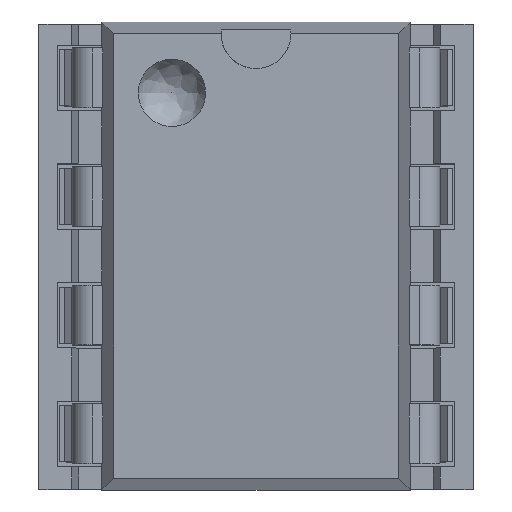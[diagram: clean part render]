
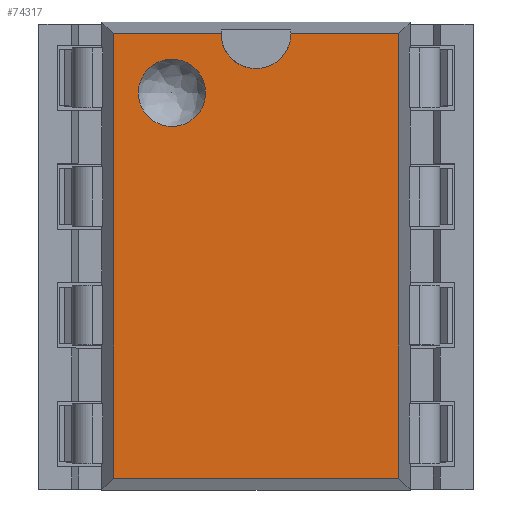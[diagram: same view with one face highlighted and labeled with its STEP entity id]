
A CAD part, top view. The second image highlights one B-rep face of the part: STEP entity #74317.
In plain terms, the highlighted free-form (B-spline) face has degree [1, 1] with [2, 2] control points.
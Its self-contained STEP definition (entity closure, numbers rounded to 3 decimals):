
#74285 = EDGE_CURVE('',#74286,#74288,#74290,.T.);
#74286 = VERTEX_POINT('',#74287);
#74287 = CARTESIAN_POINT('',(6.391,-7.988,
    6.959));
#74288 = VERTEX_POINT('',#74289);
#74289 = CARTESIAN_POINT('',(0.708,-7.988,6.959)
  );
#74290 = B_SPLINE_CURVE_WITH_KNOTS('',1,(#74291,#74292),.UNSPECIFIED.,
  .F.,.F.,(2,2),(0.,6.1),.PIECEWISE_BEZIER_KNOTS.);
#74291 = CARTESIAN_POINT('',(6.391,-7.988,
    6.959));
#74292 = CARTESIAN_POINT('',(0.708,-7.988,6.959)
  );
#74317 = ADVANCED_FACE('',(#74318,#74357),#74371,.T.);
#74318 = FACE_BOUND('',#74319,.T.);
#74319 = EDGE_LOOP('',(#74320,#74321,#74328,#74335,#74345,#74352));
#74320 = ORIENTED_EDGE('',*,*,#74285,.F.);
#74321 = ORIENTED_EDGE('',*,*,#74322,.F.);
#74322 = EDGE_CURVE('',#74323,#74286,#74325,.T.);
#74323 = VERTEX_POINT('',#74324);
#74324 = CARTESIAN_POINT('',(6.391,0.881,6.959
    ));
#74325 = B_SPLINE_CURVE_WITH_KNOTS('',1,(#74326,#74327),.UNSPECIFIED.,
  .F.,.F.,(2,2),(0.,9.52),.PIECEWISE_BEZIER_KNOTS.);
#74326 = CARTESIAN_POINT('',(6.391,0.881,6.959
    ));
#74327 = CARTESIAN_POINT('',(6.391,-7.988,
    6.959));
#74328 = ORIENTED_EDGE('',*,*,#74329,.F.);
#74329 = EDGE_CURVE('',#74330,#74323,#74332,.T.);
#74330 = VERTEX_POINT('',#74331);
#74331 = CARTESIAN_POINT('',(4.248,0.881,6.959
    ));
#74332 = B_SPLINE_CURVE_WITH_KNOTS('',1,(#74333,#74334),.UNSPECIFIED.,
  .F.,.F.,(2,2),(3.8,6.1),.PIECEWISE_BEZIER_KNOTS.);
#74333 = CARTESIAN_POINT('',(4.248,0.881,6.959
    ));
#74334 = CARTESIAN_POINT('',(6.391,0.881,6.959
    ));
#74335 = ORIENTED_EDGE('',*,*,#74336,.F.);
#74336 = EDGE_CURVE('',#74337,#74330,#74339,.T.);
#74337 = VERTEX_POINT('',#74338);
#74338 = CARTESIAN_POINT('',(2.851,0.881,6.959
    ));
#74339 = ( BOUNDED_CURVE() B_SPLINE_CURVE(2,(#74340,#74341,#74342,#74343
,#74344),.UNSPECIFIED.,.F.,.F.) B_SPLINE_CURVE_WITH_KNOTS((3,2,3),(
    1.571,3.142,4.712),
.PIECEWISE_BEZIER_KNOTS.) CURVE() GEOMETRIC_REPRESENTATION_ITEM() 
RATIONAL_B_SPLINE_CURVE((1.,0.707,1.,0.707,1.)) 
REPRESENTATION_ITEM('') );
#74340 = CARTESIAN_POINT('',(2.851,0.881,6.959
    ));
#74341 = CARTESIAN_POINT('',(2.851,0.182,6.959
    ));
#74342 = CARTESIAN_POINT('',(3.55,0.182,6.959
    ));
#74343 = CARTESIAN_POINT('',(4.248,0.182,6.959
    ));
#74344 = CARTESIAN_POINT('',(4.248,0.881,6.959
    ));
#74345 = ORIENTED_EDGE('',*,*,#74346,.F.);
#74346 = EDGE_CURVE('',#74347,#74337,#74349,.T.);
#74347 = VERTEX_POINT('',#74348);
#74348 = CARTESIAN_POINT('',(0.708,0.881,6.959));
#74349 = B_SPLINE_CURVE_WITH_KNOTS('',1,(#74350,#74351),.UNSPECIFIED.,
  .F.,.F.,(2,2),(0.,2.3),.PIECEWISE_BEZIER_KNOTS.);
#74350 = CARTESIAN_POINT('',(0.708,0.881,6.959));
#74351 = CARTESIAN_POINT('',(2.851,0.881,6.959
    ));
#74352 = ORIENTED_EDGE('',*,*,#74353,.F.);
#74353 = EDGE_CURVE('',#74288,#74347,#74354,.T.);
#74354 = B_SPLINE_CURVE_WITH_KNOTS('',1,(#74355,#74356),.UNSPECIFIED.,
  .F.,.F.,(2,2),(0.,9.52),.PIECEWISE_BEZIER_KNOTS.);
#74355 = CARTESIAN_POINT('',(0.708,-7.988,6.959)
  );
#74356 = CARTESIAN_POINT('',(0.708,0.881,6.959));
#74357 = FACE_BOUND('',#74358,.T.);
#74358 = EDGE_LOOP('',(#74359));
#74359 = ORIENTED_EDGE('',*,*,#74360,.F.);
#74360 = EDGE_CURVE('',#74361,#74361,#74363,.T.);
#74361 = VERTEX_POINT('',#74362);
#74362 = CARTESIAN_POINT('',(1.202,-0.302,
    6.959));
#74363 = ( BOUNDED_CURVE() B_SPLINE_CURVE(2,(#74364,#74365,#74366,#74367
    ,#74368,#74369,#74370),.UNSPECIFIED.,.T.,.F.) 
B_SPLINE_CURVE_WITH_KNOTS((1,2,2,2,2,1),(-2.094,0.,
    2.094,4.189,6.283,8.378),
.UNSPECIFIED.) CURVE() GEOMETRIC_REPRESENTATION_ITEM() 
RATIONAL_B_SPLINE_CURVE((1.,0.5,1.,0.5,1.,0.5,1.)) REPRESENTATION_ITEM(
  '') );
#74364 = CARTESIAN_POINT('',(1.202,-0.302,
    6.959));
#74365 = CARTESIAN_POINT('',(1.202,-1.464,
    6.959));
#74366 = CARTESIAN_POINT('',(2.208,-0.883,6.959
    ));
#74367 = CARTESIAN_POINT('',(3.214,-0.302,6.959
    ));
#74368 = CARTESIAN_POINT('',(2.208,0.279,6.959
    ));
#74369 = CARTESIAN_POINT('',(1.202,0.86,6.959
    ));
#74370 = CARTESIAN_POINT('',(1.202,-0.302,
    6.959));
#74371 = B_SPLINE_SURFACE_WITH_KNOTS('',1,1,(
    (#74372,#74373)
    ,(#74374,#74375
    )),.UNSPECIFIED.,.F.,.F.,.F.,(2,2),(2,2),(0.,11.307),(
    -5.136,5.136),.PIECEWISE_BEZIER_KNOTS.);
#74372 = CARTESIAN_POINT('',(10.42,-5.407,
    6.959));
#74373 = CARTESIAN_POINT('',(2.362,-10.57,
    6.959));
#74374 = CARTESIAN_POINT('',(4.737,3.462,6.959
    ));
#74375 = CARTESIAN_POINT('',(-3.321,-1.701,
    6.959));
